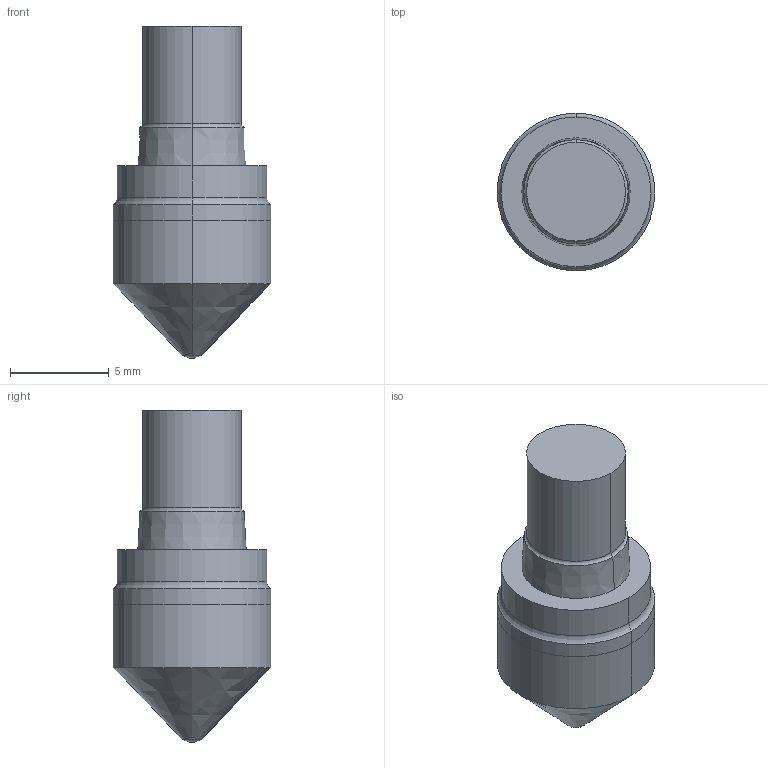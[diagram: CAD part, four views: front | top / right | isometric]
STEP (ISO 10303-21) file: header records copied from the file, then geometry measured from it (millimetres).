
FILE_DESCRIPTION((''),'2;1');
FILE_NAME('45N08007TQRA45','2015-11-21T',('schorn'),(''),'PRO/ENGINEER BY PARAMETRIC TECHNOLOGY CORPORATION, 2011490','PRO/ENGINEER BY PARAMETRIC TECHNOLOGY CORPORATION, 2011490','');
FILE_SCHEMA(('AUTOMOTIVE_DESIGN { 1 2 10303 214 0 1 1 1 }'));
Length unit declared in the file: millimetre
Products named in the file (3): NOCUT; CUT; 45N08007TQRA45
Assembly tree (2 placements, depth 2):
  45N08007TQRA45
    NOCUT
    CUT
Bounding box: 8 x 8 x 16.85 mm (x, y, z)
Volume: 506.5 mm3; surface area: 478.6 mm2
Topology: 2 solids, 2 shells, 23 faces, 44 edges, 28 vertices
Faces by surface type: cylinder 8, plane 5, torus 4, cone 4, bspline 2
Entity records: 990 total; most frequent: DIRECTION 144, CARTESIAN_POINT 142, ORIENTED_EDGE 84, AXIS2_PLACEMENT_3D 65, PRESENTATION_STYLE_ASSIGNMENT 51, STYLED_ITEM 51, CURVE_STYLE 49, EDGE_CURVE 42
